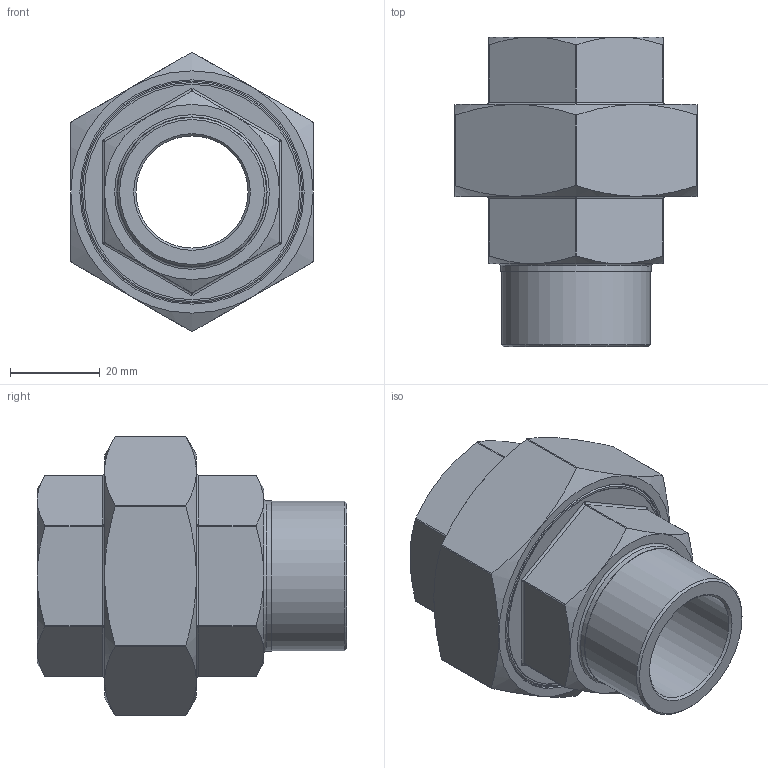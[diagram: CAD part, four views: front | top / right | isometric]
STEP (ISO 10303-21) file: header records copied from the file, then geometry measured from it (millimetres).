
FILE_DESCRIPTION(/* description */ (''),/* implementation_level */ '2;1');
FILE_NAME(/* name */ 'KI-315-025 Aschl.stp',/* time_stamp */ '2016-10-20T09:47:34+02:00',/* author */ ('hochmair'),/* organization */ (''),/* preprocessor_version */ 'ST-DEVELOPER v15.6',/* originating_system */ 'Autodesk Inventor 2015',/* authorisation */ '');
FILE_SCHEMA (('AUTOMOTIVE_DESIGN { 1 0 10303 214 3 1 1 }'));
Length unit declared in the file: millimetre
Products named in the file (1): TB27383590
Bounding box: 54 x 69 x 62.26 mm (x, y, z)
Volume: 56145.8 mm3; surface area: 20253 mm2
Topology: 1 solids, 1 shells, 112 faces, 264 edges, 151 vertices
Faces by surface type: cylinder 38, cone 31, plane 29, bspline 12, torus 2
Full cylindrical faces by diameter (mm): 25 x1, 30.291 x1, 33.249 x1, 33.449 x1, 33.649 x1, 48 x1, 49.4 x1, 50 x1
Entity records: 3353 total; most frequent: CARTESIAN_POINT 1087, ORIENTED_EDGE 458, DIRECTION 456, EDGE_CURVE 229, AXIS2_PLACEMENT_3D 198, VERTEX_POINT 145, EDGE_LOOP 140, FACE_OUTER_BOUND 112
